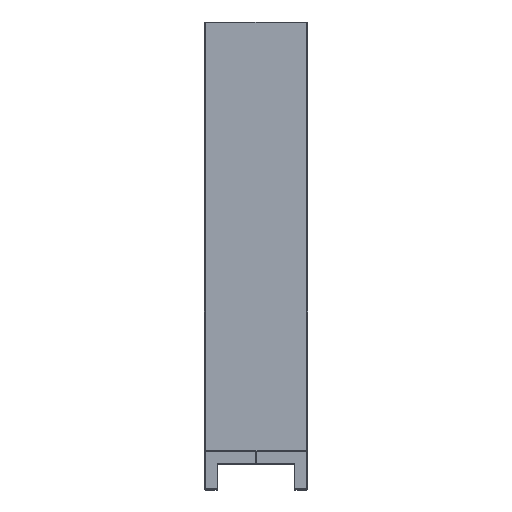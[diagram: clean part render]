
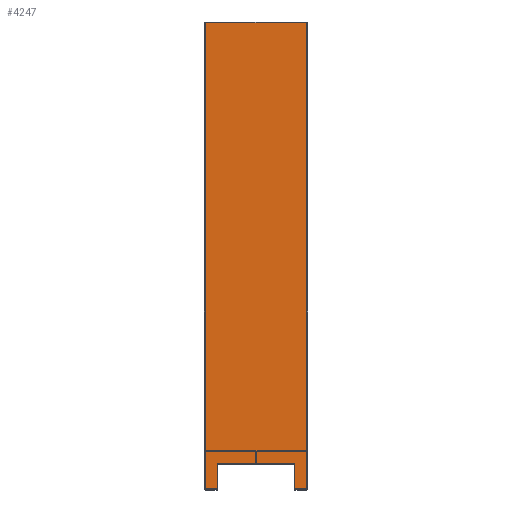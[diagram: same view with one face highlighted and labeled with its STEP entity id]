
A CAD part, top view. The second image highlights one B-rep face of the part: STEP entity #4247.
In plain terms, the highlighted face is planar.
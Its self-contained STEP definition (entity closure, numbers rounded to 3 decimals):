
#74 = DIRECTION ( 'NONE',  ( 0., 0., -1. ) ) ;
#277 = LINE ( 'NONE', #1702, #6990 ) ;
#544 = ORIENTED_EDGE ( 'NONE', *, *, #4942, .T. ) ;
#633 = LINE ( 'NONE', #8302, #6469 ) ;
#916 = ORIENTED_EDGE ( 'NONE', *, *, #8335, .T. ) ;
#990 = DIRECTION ( 'NONE',  ( 1., 0., 0. ) ) ;
#1229 = ORIENTED_EDGE ( 'NONE', *, *, #4996, .T. ) ;
#1301 = CARTESIAN_POINT ( 'NONE',  ( 0., 0., 0. ) ) ;
#1307 = VERTEX_POINT ( 'NONE', #4358 ) ;
#1487 = EDGE_CURVE ( 'NONE', #5585, #3056, #9692, .T. ) ;
#1651 = VERTEX_POINT ( 'NONE', #8517 ) ;
#1695 = CARTESIAN_POINT ( 'NONE',  ( 194., 0., 0. ) ) ;
#1699 = VERTEX_POINT ( 'NONE', #9944 ) ;
#1702 = CARTESIAN_POINT ( 'NONE',  ( -200., 0., -1797. ) ) ;
#1839 = ORIENTED_EDGE ( 'NONE', *, *, #7658, .T. ) ;
#2135 = VECTOR ( 'NONE', #990, 1000. ) ;
#2187 = CARTESIAN_POINT ( 'NONE',  ( 150., 0., 0. ) ) ;
#2200 = CARTESIAN_POINT ( 'NONE',  ( 194., 0., -1797. ) ) ;
#2321 = VECTOR ( 'NONE', #4935, 1000. ) ;
#2764 = DIRECTION ( 'NONE',  ( 0., 0., -1. ) ) ;
#2813 = ORIENTED_EDGE ( 'NONE', *, *, #7765, .T. ) ;
#2952 = VECTOR ( 'NONE', #7532, 1000. ) ;
#2959 = ORIENTED_EDGE ( 'NONE', *, *, #1487, .T. ) ;
#3056 = VERTEX_POINT ( 'NONE', #7469 ) ;
#3612 = EDGE_LOOP ( 'NONE', ( #4827, #1839, #2959, #916, #1229, #7151, #2813, #544 ) ) ;
#3736 = CARTESIAN_POINT ( 'NONE',  ( -150., 0., 0. ) ) ;
#3860 = VERTEX_POINT ( 'NONE', #2200 ) ;
#4247 = ADVANCED_FACE ( 'NONE', ( #4531 ), #7619, .F. ) ;
#4358 = CARTESIAN_POINT ( 'NONE',  ( 150., 0., 0. ) ) ;
#4531 = FACE_OUTER_BOUND ( 'NONE', #3612, .T. ) ;
#4827 = ORIENTED_EDGE ( 'NONE', *, *, #9815, .T. ) ;
#4885 = CARTESIAN_POINT ( 'NONE',  ( -150., 0., -100. ) ) ;
#4935 = DIRECTION ( 'NONE',  ( 1., 0., 0. ) ) ;
#4942 = EDGE_CURVE ( 'NONE', #1307, #8796, #5076, .T. ) ;
#4996 = EDGE_CURVE ( 'NONE', #6813, #1651, #633, .T. ) ;
#5047 = CARTESIAN_POINT ( 'NONE',  ( -194., 0., -1797. ) ) ;
#5076 = LINE ( 'NONE', #7199, #2135 ) ;
#5585 = VERTEX_POINT ( 'NONE', #5854 ) ;
#5634 = LINE ( 'NONE', #4885, #6326 ) ;
#5720 = LINE ( 'NONE', #2187, #2952 ) ;
#5854 = CARTESIAN_POINT ( 'NONE',  ( -194., 0., -1797. ) ) ;
#6326 = VECTOR ( 'NONE', #7904, 1000. ) ;
#6469 = VECTOR ( 'NONE', #9923, 1000. ) ;
#6813 = VERTEX_POINT ( 'NONE', #3736 ) ;
#6859 = DIRECTION ( 'NONE',  ( 0., -1., 0. ) ) ;
#6990 = VECTOR ( 'NONE', #7994, 1000. ) ;
#7151 = ORIENTED_EDGE ( 'NONE', *, *, #7237, .T. ) ;
#7199 = CARTESIAN_POINT ( 'NONE',  ( 150., 0., 0. ) ) ;
#7205 = CARTESIAN_POINT ( 'NONE',  ( -200., 0., 0. ) ) ;
#7237 = EDGE_CURVE ( 'NONE', #1651, #1699, #5634, .T. ) ;
#7469 = CARTESIAN_POINT ( 'NONE',  ( -194., 0., 0. ) ) ;
#7532 = DIRECTION ( 'NONE',  ( 0., 0., 1. ) ) ;
#7612 = VECTOR ( 'NONE', #74, 1000. ) ;
#7619 = PLANE ( 'NONE',  #9706 ) ;
#7658 = EDGE_CURVE ( 'NONE', #3860, #5585, #277, .T. ) ;
#7765 = EDGE_CURVE ( 'NONE', #1699, #1307, #5720, .T. ) ;
#7904 = DIRECTION ( 'NONE',  ( 1., 0., 0. ) ) ;
#7994 = DIRECTION ( 'NONE',  ( -1., 0., 0. ) ) ;
#8302 = CARTESIAN_POINT ( 'NONE',  ( -150., 0., 0. ) ) ;
#8335 = EDGE_CURVE ( 'NONE', #3056, #6813, #8807, .T. ) ;
#8517 = CARTESIAN_POINT ( 'NONE',  ( -150., 0., -100. ) ) ;
#8796 = VERTEX_POINT ( 'NONE', #9099 ) ;
#8807 = LINE ( 'NONE', #7205, #2321 ) ;
#8924 = DIRECTION ( 'NONE',  ( 0., 0., 1. ) ) ;
#8930 = VECTOR ( 'NONE', #8924, 1000. ) ;
#9099 = CARTESIAN_POINT ( 'NONE',  ( 194., 0., 0. ) ) ;
#9451 = LINE ( 'NONE', #1695, #7612 ) ;
#9692 = LINE ( 'NONE', #5047, #8930 ) ;
#9706 = AXIS2_PLACEMENT_3D ( 'NONE', #1301, #6859, #2764 ) ;
#9815 = EDGE_CURVE ( 'NONE', #8796, #3860, #9451, .T. ) ;
#9923 = DIRECTION ( 'NONE',  ( 0., 0., -1. ) ) ;
#9944 = CARTESIAN_POINT ( 'NONE',  ( 150., 0., -100. ) ) ;
